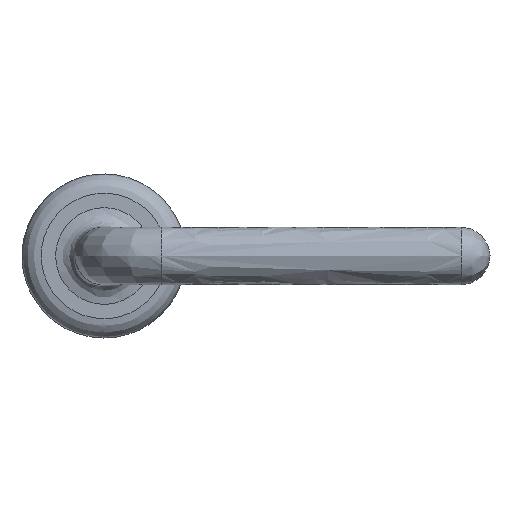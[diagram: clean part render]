
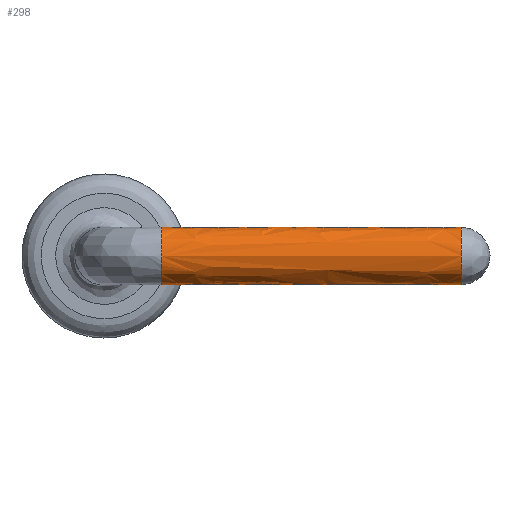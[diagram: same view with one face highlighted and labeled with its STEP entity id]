
A CAD part, left-side view. The second image highlights one B-rep face of the part: STEP entity #298.
In plain terms, the highlighted free-form (B-spline) face has degree [2, 3] with [9, 4] control points.
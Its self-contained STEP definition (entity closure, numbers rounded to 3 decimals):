
#51=(
BOUNDED_CURVE()
B_SPLINE_CURVE(2,(#3253,#3254,#3255,#3256,#3257,#3258,#3259,#3260,#3261),
 .UNSPECIFIED.,.T.,.F.)
B_SPLINE_CURVE_WITH_KNOTS((3,2,2,2,3),(0.,0.471,0.942,
1.414,1.885),.UNSPECIFIED.)
CURVE()
GEOMETRIC_REPRESENTATION_ITEM()
RATIONAL_B_SPLINE_CURVE((1.,0.707,1.,0.707,1.,0.707,
1.,0.707,1.))
REPRESENTATION_ITEM('')
);
#53=(
BOUNDED_CURVE()
B_SPLINE_CURVE(2,(#3265,#3266,#3267,#3268,#3269),.UNSPECIFIED.,.F.,.F.)
B_SPLINE_CURVE_WITH_KNOTS((3,2,3),(-6.283,-4.712,
-3.142),.UNSPECIFIED.)
CURVE()
GEOMETRIC_REPRESENTATION_ITEM()
RATIONAL_B_SPLINE_CURVE((1.,0.707,1.,0.707,1.))
REPRESENTATION_ITEM('')
);
#54=(
BOUNDED_CURVE()
B_SPLINE_CURVE(2,(#3270,#3271,#3272,#3273,#3274),.UNSPECIFIED.,.F.,.F.)
B_SPLINE_CURVE_WITH_KNOTS((3,2,3),(-3.142,-1.571,0.),
 .UNSPECIFIED.)
CURVE()
GEOMETRIC_REPRESENTATION_ITEM()
RATIONAL_B_SPLINE_CURVE((1.,0.707,1.,0.707,1.))
REPRESENTATION_ITEM('')
);
#55=(
BOUNDED_CURVE()
B_SPLINE_CURVE(3,(#3275,#3276,#3277,#3278),.UNSPECIFIED.,.F.,.F.)
B_SPLINE_CURVE_WITH_KNOTS((4,4),(0.,3.1),.UNSPECIFIED.)
CURVE()
GEOMETRIC_REPRESENTATION_ITEM()
RATIONAL_B_SPLINE_CURVE((1.,1.,1.,1.))
REPRESENTATION_ITEM('')
);
#82=(
BOUNDED_SURFACE()
B_SPLINE_SURFACE(2,3,((#3156,#3157,#3158,#3159),(#3160,#3161,#3162,#3163),
(#3164,#3165,#3166,#3167),(#3168,#3169,#3170,#3171),(#3172,#3173,#3174,
#3175),(#3176,#3177,#3178,#3179),(#3180,#3181,#3182,#3183),(#3184,#3185,
#3186,#3187),(#3188,#3189,#3190,#3191)),.UNSPECIFIED.,.T.,.F.,.F.)
B_SPLINE_SURFACE_WITH_KNOTS((3,2,2,2,3),(4,4),(0.,0.471,0.942,
1.414,1.885),(0.,3.4),.UNSPECIFIED.)
GEOMETRIC_REPRESENTATION_ITEM()
RATIONAL_B_SPLINE_SURFACE(((1.,1.,1.,1.),(0.707,
0.707,0.707,0.707),(1.,1.,1.,
1.),(0.707,0.707,0.707,0.707),
(1.,1.,1.,1.),(0.707,0.707,0.707,
0.707),(1.,1.,1.,1.),(0.707,0.707,
0.707,0.707),(1.,1.,1.,1.)))
REPRESENTATION_ITEM('')
SURFACE()
);
#298=ADVANCED_FACE('',(#379),#82,.T.);
#379=FACE_OUTER_BOUND('',#464,.T.);
#464=EDGE_LOOP('',(#816,#817,#818,#819,#820));
#816=ORIENTED_EDGE('',*,*,#1026,.F.);
#817=ORIENTED_EDGE('',*,*,#1027,.F.);
#818=ORIENTED_EDGE('',*,*,#1023,.T.);
#819=ORIENTED_EDGE('',*,*,#1027,.T.);
#820=ORIENTED_EDGE('',*,*,#1025,.F.);
#1023=EDGE_CURVE('',#1310,#1310,#51,.T.);
#1025=EDGE_CURVE('',#1313,#1311,#53,.T.);
#1026=EDGE_CURVE('',#1311,#1313,#54,.T.);
#1027=EDGE_CURVE('',#1310,#1311,#55,.T.);
#1310=VERTEX_POINT('',#3221);
#1311=VERTEX_POINT('',#3222);
#1313=VERTEX_POINT('',#3224);
#3156=CARTESIAN_POINT('',(-3.55,0.4,0.));
#3157=CARTESIAN_POINT('',(-3.55,-0.733,0.));
#3158=CARTESIAN_POINT('',(-3.55,-1.867,0.));
#3159=CARTESIAN_POINT('',(-3.55,-3.,0.));
#3160=CARTESIAN_POINT('',(-3.55,0.4,-0.3));
#3161=CARTESIAN_POINT('',(-3.55,-0.733,-0.3));
#3162=CARTESIAN_POINT('',(-3.55,-1.867,-0.3));
#3163=CARTESIAN_POINT('',(-3.55,-3.,-0.3));
#3164=CARTESIAN_POINT('',(-3.25,0.4,-0.3));
#3165=CARTESIAN_POINT('',(-3.25,-0.733,-0.3));
#3166=CARTESIAN_POINT('',(-3.25,-1.867,-0.3));
#3167=CARTESIAN_POINT('',(-3.25,-3.,-0.3));
#3168=CARTESIAN_POINT('',(-2.95,0.4,-0.3));
#3169=CARTESIAN_POINT('',(-2.95,-0.733,-0.3));
#3170=CARTESIAN_POINT('',(-2.95,-1.867,-0.3));
#3171=CARTESIAN_POINT('',(-2.95,-3.,-0.3));
#3172=CARTESIAN_POINT('',(-2.95,0.4,0.));
#3173=CARTESIAN_POINT('',(-2.95,-0.733,0.));
#3174=CARTESIAN_POINT('',(-2.95,-1.867,0.));
#3175=CARTESIAN_POINT('',(-2.95,-3.,0.));
#3176=CARTESIAN_POINT('',(-2.95,0.4,0.3));
#3177=CARTESIAN_POINT('',(-2.95,-0.733,0.3));
#3178=CARTESIAN_POINT('',(-2.95,-1.867,0.3));
#3179=CARTESIAN_POINT('',(-2.95,-3.,0.3));
#3180=CARTESIAN_POINT('',(-3.25,0.4,0.3));
#3181=CARTESIAN_POINT('',(-3.25,-0.733,0.3));
#3182=CARTESIAN_POINT('',(-3.25,-1.867,0.3));
#3183=CARTESIAN_POINT('',(-3.25,-3.,0.3));
#3184=CARTESIAN_POINT('',(-3.55,0.4,0.3));
#3185=CARTESIAN_POINT('',(-3.55,-0.733,0.3));
#3186=CARTESIAN_POINT('',(-3.55,-1.867,0.3));
#3187=CARTESIAN_POINT('',(-3.55,-3.,0.3));
#3188=CARTESIAN_POINT('',(-3.55,0.4,0.));
#3189=CARTESIAN_POINT('',(-3.55,-0.733,0.));
#3190=CARTESIAN_POINT('',(-3.55,-1.867,0.));
#3191=CARTESIAN_POINT('',(-3.55,-3.,0.));
#3221=CARTESIAN_POINT('',(-3.55,0.4,0.));
#3222=CARTESIAN_POINT('',(-3.55,-2.7,0.));
#3224=CARTESIAN_POINT('',(-2.95,-2.7,0.));
#3253=CARTESIAN_POINT('',(-3.55,0.4,0.));
#3254=CARTESIAN_POINT('',(-3.55,0.4,-0.3));
#3255=CARTESIAN_POINT('',(-3.25,0.4,-0.3));
#3256=CARTESIAN_POINT('',(-2.95,0.4,-0.3));
#3257=CARTESIAN_POINT('',(-2.95,0.4,0.));
#3258=CARTESIAN_POINT('',(-2.95,0.4,0.3));
#3259=CARTESIAN_POINT('',(-3.25,0.4,0.3));
#3260=CARTESIAN_POINT('',(-3.55,0.4,0.3));
#3261=CARTESIAN_POINT('',(-3.55,0.4,0.));
#3265=CARTESIAN_POINT('',(-2.95,-2.7,0.));
#3266=CARTESIAN_POINT('',(-2.95,-2.7,0.3));
#3267=CARTESIAN_POINT('',(-3.25,-2.7,0.3));
#3268=CARTESIAN_POINT('',(-3.55,-2.7,0.3));
#3269=CARTESIAN_POINT('',(-3.55,-2.7,0.));
#3270=CARTESIAN_POINT('',(-3.55,-2.7,0.));
#3271=CARTESIAN_POINT('',(-3.55,-2.7,-0.3));
#3272=CARTESIAN_POINT('',(-3.25,-2.7,-0.3));
#3273=CARTESIAN_POINT('',(-2.95,-2.7,-0.3));
#3274=CARTESIAN_POINT('',(-2.95,-2.7,0.));
#3275=CARTESIAN_POINT('',(-3.55,0.4,0.));
#3276=CARTESIAN_POINT('',(-3.55,-0.633,0.));
#3277=CARTESIAN_POINT('',(-3.55,-1.667,0.));
#3278=CARTESIAN_POINT('',(-3.55,-2.7,0.));
